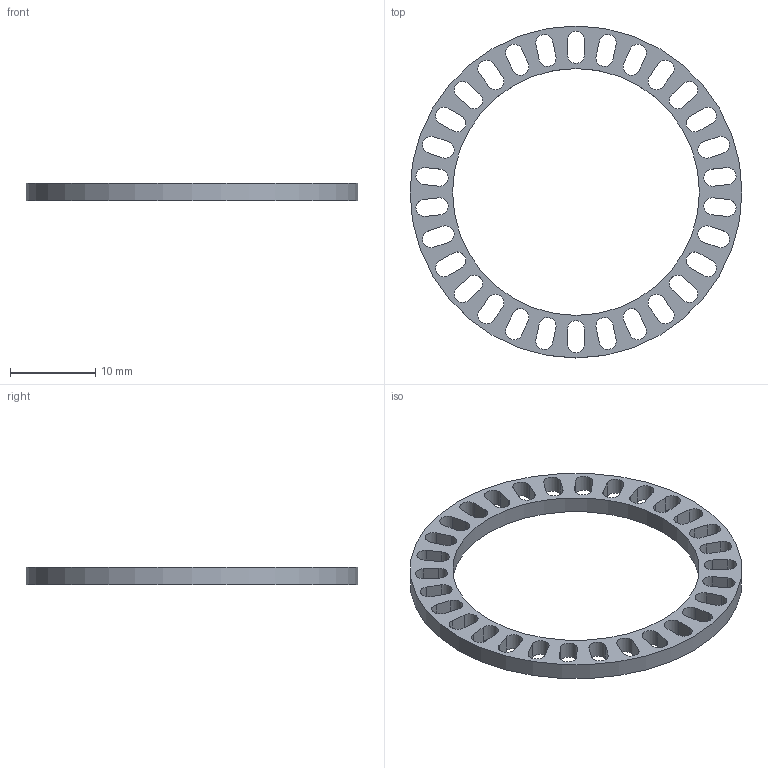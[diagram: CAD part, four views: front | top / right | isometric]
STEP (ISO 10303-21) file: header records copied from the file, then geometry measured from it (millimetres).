
FILE_DESCRIPTION(('FreeCAD Model'),'2;1');
FILE_NAME('dp4.step', '2015-01-04T23:02:58',('Author'),(''), 'Open CASCADE STEP processor 6.7','FreeCAD','Unknown');
FILE_SCHEMA(('AUTOMOTIVE_DESIGN_CC2 { 1 2 10303 214 -1 1 5 4 }'));
Length unit declared in the file: millimetre
Products named in the file (1): dp4
Bounding box: 39 x 39 x 2 mm (x, y, z)
Volume: 663.6 mm3; surface area: 1683.9 mm2
Topology: 1 solids, 1 shells, 124 faces, 366 edges, 244 vertices
Faces by surface type: cylinder 62, plane 62
Full cylindrical faces by diameter (mm): 29 x1, 39 x1
Entity records: 9329 total; most frequent: CARTESIAN_POINT 2331, DIRECTION 1228, ORIENTED_EDGE 732, PCURVE 732, DEFINITIONAL_REPRESENTATION 732, LINE 730, VECTOR 730, EDGE_CURVE 366
